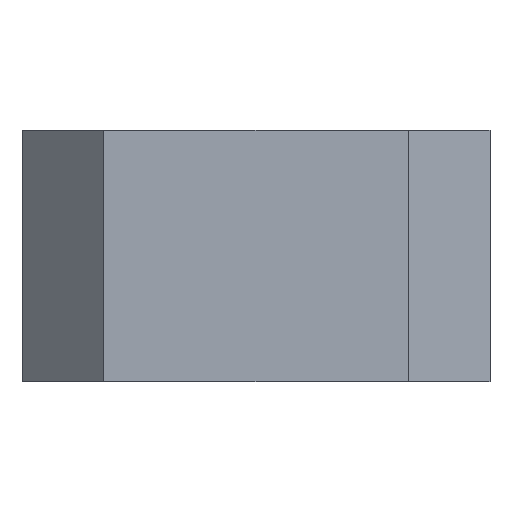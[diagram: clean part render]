
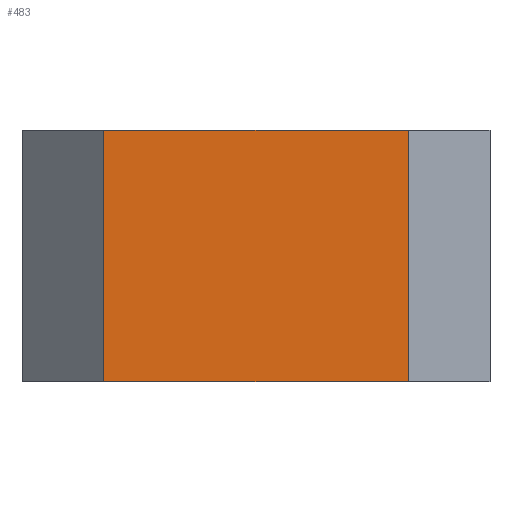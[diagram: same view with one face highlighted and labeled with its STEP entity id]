
A CAD part, left-side view. The second image highlights one B-rep face of the part: STEP entity #483.
In plain terms, the highlighted planar face has unit normal (-1, 0, 0).
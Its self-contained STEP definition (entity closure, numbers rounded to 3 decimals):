
#42 = PLANE('',#43);
#43 = AXIS2_PLACEMENT_3D('',#44,#45,#46);
#44 = CARTESIAN_POINT('',(270.,314.5,
    54.35));
#45 = DIRECTION('',(0.,0.,1.));
#46 = DIRECTION('',(0.,1.,0.));
#92 = PLANE('',#93);
#93 = AXIS2_PLACEMENT_3D('',#94,#95,#96);
#94 = CARTESIAN_POINT('',(270.,314.5,
    31.6));
#95 = DIRECTION('',(0.,0.,-1.));
#96 = DIRECTION('',(0.,-1.,0.));
#217 = VERTEX_POINT('',#218);
#218 = CARTESIAN_POINT('',(223.35,326.25,
    31.6));
#230 = PLANE('',#231);
#231 = AXIS2_PLACEMENT_3D('',#232,#233,#234);
#232 = CARTESIAN_POINT('',(231.61,317.99,
    29.205));
#233 = DIRECTION('',(-0.707,-0.707,0.
    ));
#234 = DIRECTION('',(0.707,-0.707,0.)
  );
#241 = EDGE_CURVE('',#242,#217,#244,.T.);
#242 = VERTEX_POINT('',#243);
#243 = CARTESIAN_POINT('',(223.35,353.75,31.6));
#244 = SURFACE_CURVE('',#245,(#248,#254),.PCURVE_S1.);
#245 = B_SPLINE_CURVE_WITH_KNOTS('',1,(#246,#247),.UNSPECIFIED.,.F.,.F.,
  (2,2),(0.,27.5),.PIECEWISE_BEZIER_KNOTS.);
#246 = CARTESIAN_POINT('',(223.35,353.75,31.6));
#247 = CARTESIAN_POINT('',(223.35,326.25,
    31.6));
#248 = PCURVE('',#92,#249);
#249 = DEFINITIONAL_REPRESENTATION('',(#250),#253);
#250 = B_SPLINE_CURVE_WITH_KNOTS('',1,(#251,#252),.UNSPECIFIED.,.F.,.F.,
  (2,2),(0.,27.5),.PIECEWISE_BEZIER_KNOTS.);
#251 = CARTESIAN_POINT('',(-39.25,46.65));
#252 = CARTESIAN_POINT('',(-11.75,46.65));
#253 = ( GEOMETRIC_REPRESENTATION_CONTEXT(2) 
PARAMETRIC_REPRESENTATION_CONTEXT() REPRESENTATION_CONTEXT('2D SPACE',''
  ) );
#254 = PCURVE('',#255,#260);
#255 = PLANE('',#256);
#256 = AXIS2_PLACEMENT_3D('',#257,#258,#259);
#257 = CARTESIAN_POINT('',(223.35,323.38,
    29.205));
#258 = DIRECTION('',(-1.,0.,0.));
#259 = DIRECTION('',(0.,0.,1.));
#260 = DEFINITIONAL_REPRESENTATION('',(#261),#264);
#261 = B_SPLINE_CURVE_WITH_KNOTS('',1,(#262,#263),.UNSPECIFIED.,.F.,.F.,
  (2,2),(0.,27.5),.PIECEWISE_BEZIER_KNOTS.);
#262 = CARTESIAN_POINT('',(2.395,30.37));
#263 = CARTESIAN_POINT('',(2.395,2.87));
#264 = ( GEOMETRIC_REPRESENTATION_CONTEXT(2) 
PARAMETRIC_REPRESENTATION_CONTEXT() REPRESENTATION_CONTEXT('2D SPACE',''
  ) );
#280 = PLANE('',#281);
#281 = AXIS2_PLACEMENT_3D('',#282,#283,#284);
#282 = CARTESIAN_POINT('',(231.61,362.01,56.745));
#283 = DIRECTION('',(-0.707,0.707,0.)
  );
#284 = DIRECTION('',(-0.707,-0.707,0.)
  );
#428 = VERTEX_POINT('',#429);
#429 = CARTESIAN_POINT('',(223.35,326.25,
    54.35));
#447 = EDGE_CURVE('',#428,#217,#448,.T.);
#448 = SURFACE_CURVE('',#449,(#452,#458),.PCURVE_S1.);
#449 = B_SPLINE_CURVE_WITH_KNOTS('',1,(#450,#451),.UNSPECIFIED.,.F.,.F.,
  (2,2),(0.,22.75),.PIECEWISE_BEZIER_KNOTS.);
#450 = CARTESIAN_POINT('',(223.35,326.25,
    54.35));
#451 = CARTESIAN_POINT('',(223.35,326.25,
    31.6));
#452 = PCURVE('',#230,#453);
#453 = DEFINITIONAL_REPRESENTATION('',(#454),#457);
#454 = B_SPLINE_CURVE_WITH_KNOTS('',1,(#455,#456),.UNSPECIFIED.,.F.,.F.,
  (2,2),(0.,22.75),.PIECEWISE_BEZIER_KNOTS.);
#455 = CARTESIAN_POINT('',(-11.681,25.145));
#456 = CARTESIAN_POINT('',(-11.681,2.395));
#457 = ( GEOMETRIC_REPRESENTATION_CONTEXT(2) 
PARAMETRIC_REPRESENTATION_CONTEXT() REPRESENTATION_CONTEXT('2D SPACE',''
  ) );
#458 = PCURVE('',#255,#459);
#459 = DEFINITIONAL_REPRESENTATION('',(#460),#463);
#460 = B_SPLINE_CURVE_WITH_KNOTS('',1,(#461,#462),.UNSPECIFIED.,.F.,.F.,
  (2,2),(0.,22.75),.PIECEWISE_BEZIER_KNOTS.);
#461 = CARTESIAN_POINT('',(25.145,2.87));
#462 = CARTESIAN_POINT('',(2.395,2.87));
#463 = ( GEOMETRIC_REPRESENTATION_CONTEXT(2) 
PARAMETRIC_REPRESENTATION_CONTEXT() REPRESENTATION_CONTEXT('2D SPACE',''
  ) );
#483 = ADVANCED_FACE('',(#484),#255,.T.);
#484 = FACE_BOUND('',#485,.T.);
#485 = EDGE_LOOP('',(#486,#487,#507,#525));
#486 = ORIENTED_EDGE('',*,*,#447,.F.);
#487 = ORIENTED_EDGE('',*,*,#488,.T.);
#488 = EDGE_CURVE('',#428,#489,#491,.T.);
#489 = VERTEX_POINT('',#490);
#490 = CARTESIAN_POINT('',(223.35,353.75,54.35));
#491 = SURFACE_CURVE('',#492,(#495,#501),.PCURVE_S1.);
#492 = B_SPLINE_CURVE_WITH_KNOTS('',1,(#493,#494),.UNSPECIFIED.,.F.,.F.,
  (2,2),(0.,27.5),.PIECEWISE_BEZIER_KNOTS.);
#493 = CARTESIAN_POINT('',(223.35,326.25,
    54.35));
#494 = CARTESIAN_POINT('',(223.35,353.75,54.35));
#495 = PCURVE('',#255,#496);
#496 = DEFINITIONAL_REPRESENTATION('',(#497),#500);
#497 = B_SPLINE_CURVE_WITH_KNOTS('',1,(#498,#499),.UNSPECIFIED.,.F.,.F.,
  (2,2),(0.,27.5),.PIECEWISE_BEZIER_KNOTS.);
#498 = CARTESIAN_POINT('',(25.145,2.87));
#499 = CARTESIAN_POINT('',(25.145,30.37));
#500 = ( GEOMETRIC_REPRESENTATION_CONTEXT(2) 
PARAMETRIC_REPRESENTATION_CONTEXT() REPRESENTATION_CONTEXT('2D SPACE',''
  ) );
#501 = PCURVE('',#42,#502);
#502 = DEFINITIONAL_REPRESENTATION('',(#503),#506);
#503 = B_SPLINE_CURVE_WITH_KNOTS('',1,(#504,#505),.UNSPECIFIED.,.F.,.F.,
  (2,2),(0.,27.5),.PIECEWISE_BEZIER_KNOTS.);
#504 = CARTESIAN_POINT('',(11.75,46.65));
#505 = CARTESIAN_POINT('',(39.25,46.65));
#506 = ( GEOMETRIC_REPRESENTATION_CONTEXT(2) 
PARAMETRIC_REPRESENTATION_CONTEXT() REPRESENTATION_CONTEXT('2D SPACE',''
  ) );
#507 = ORIENTED_EDGE('',*,*,#508,.T.);
#508 = EDGE_CURVE('',#489,#242,#509,.T.);
#509 = SURFACE_CURVE('',#510,(#513,#519),.PCURVE_S1.);
#510 = B_SPLINE_CURVE_WITH_KNOTS('',1,(#511,#512),.UNSPECIFIED.,.F.,.F.,
  (2,2),(-22.75,0.),.PIECEWISE_BEZIER_KNOTS.);
#511 = CARTESIAN_POINT('',(223.35,353.75,54.35));
#512 = CARTESIAN_POINT('',(223.35,353.75,31.6));
#513 = PCURVE('',#255,#514);
#514 = DEFINITIONAL_REPRESENTATION('',(#515),#518);
#515 = B_SPLINE_CURVE_WITH_KNOTS('',1,(#516,#517),.UNSPECIFIED.,.F.,.F.,
  (2,2),(-22.75,0.),.PIECEWISE_BEZIER_KNOTS.);
#516 = CARTESIAN_POINT('',(25.145,30.37));
#517 = CARTESIAN_POINT('',(2.395,30.37));
#518 = ( GEOMETRIC_REPRESENTATION_CONTEXT(2) 
PARAMETRIC_REPRESENTATION_CONTEXT() REPRESENTATION_CONTEXT('2D SPACE',''
  ) );
#519 = PCURVE('',#280,#520);
#520 = DEFINITIONAL_REPRESENTATION('',(#521),#524);
#521 = B_SPLINE_CURVE_WITH_KNOTS('',1,(#522,#523),.UNSPECIFIED.,.F.,.F.,
  (2,2),(-22.75,0.),.PIECEWISE_BEZIER_KNOTS.);
#522 = CARTESIAN_POINT('',(11.681,-2.395));
#523 = CARTESIAN_POINT('',(11.681,-25.145));
#524 = ( GEOMETRIC_REPRESENTATION_CONTEXT(2) 
PARAMETRIC_REPRESENTATION_CONTEXT() REPRESENTATION_CONTEXT('2D SPACE',''
  ) );
#525 = ORIENTED_EDGE('',*,*,#241,.T.);
